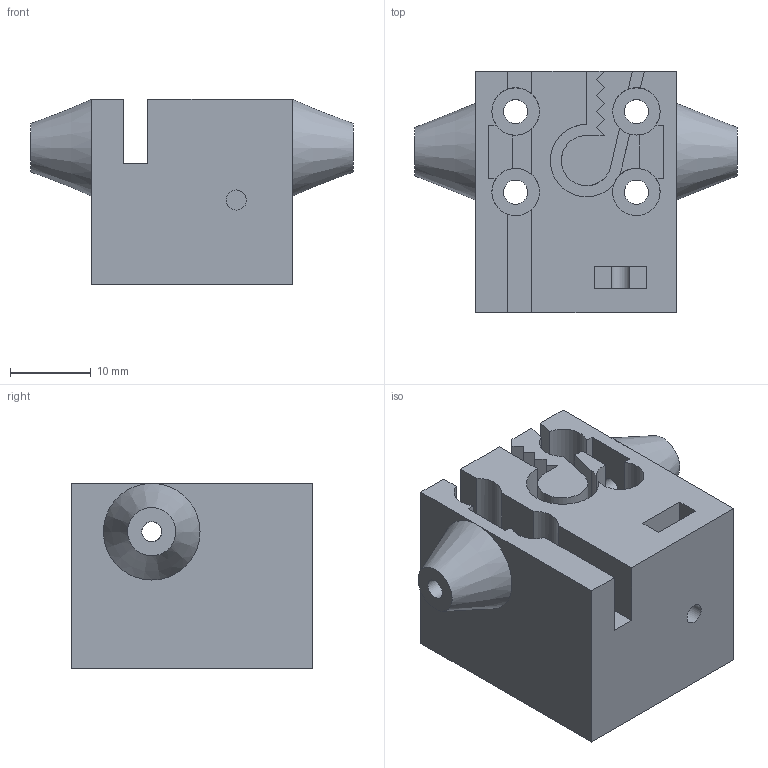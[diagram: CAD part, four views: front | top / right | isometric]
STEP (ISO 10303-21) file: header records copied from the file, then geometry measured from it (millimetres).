
FILE_DESCRIPTION(('FreeCAD Model'),'2;1');
FILE_NAME( 'kossel_carriage_MGN9C.step', '2020-07-22T01:27:05',('Author'),(''), 'Open CASCADE STEP processor 7.4','FreeCAD','Unknown');
FILE_SCHEMA(('AUTOMOTIVE_DESIGN { 1 0 10303 214 1 1 1 1 }'));
Length unit declared in the file: millimetre
Products named in the file (1): carriage_MGN9C_001
Bounding box: 40 x 30 x 23 mm (x, y, z)
Volume: 14391.1 mm3; surface area: 7084.7 mm2
Topology: 1 solids, 1 shells, 75 faces, 219 edges, 145 vertices
Faces by surface type: plane 56, cylinder 17, cone 2
Full cylindrical faces by diameter (mm): 2.5 x6, 3 x4, 5.9 x4
Entity records: 6116 total; most frequent: CARTESIAN_POINT 1774, DIRECTION 810, LINE 513, VECTOR 513, ORIENTED_EDGE 434, PCURVE 434, DEFINITIONAL_REPRESENTATION 434, EDGE_CURVE 217
